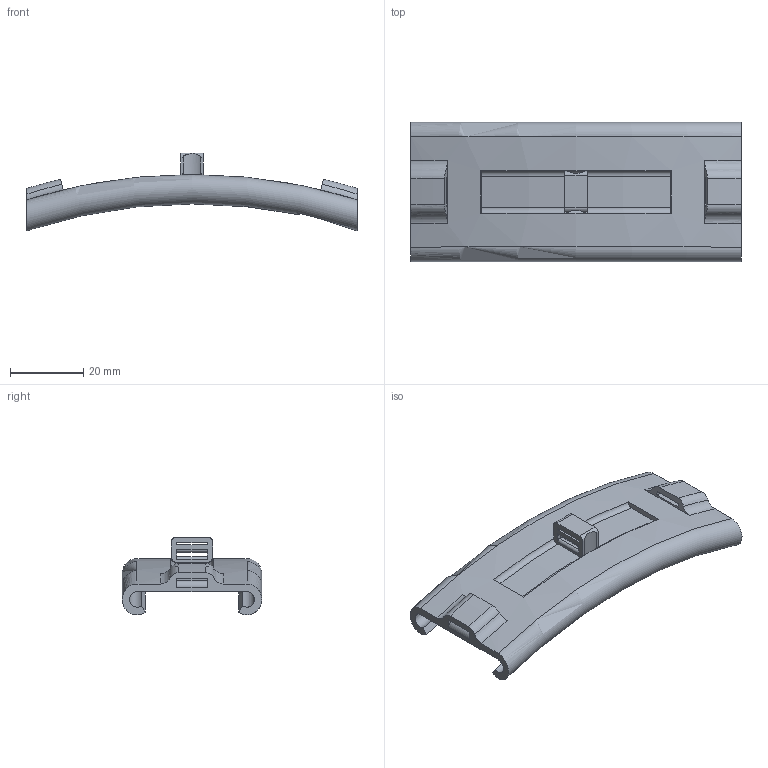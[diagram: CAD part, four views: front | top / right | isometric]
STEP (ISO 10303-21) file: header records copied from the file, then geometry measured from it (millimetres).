
FILE_DESCRIPTION(/* description */ (''),/* implementation_level */ '2;1');
FILE_NAME(/* name */ 'Ziptie Release & Back Brace v4.step',/* time_stamp */ '2024-04-17T09:01:08+10:00',/* author */ (''),/* organization */ (''),/* preprocessor_version */ 'ST-DEVELOPER v20',/* originating_system */ 'Autodesk Translation Framework v12.20.1.177',/* authorisation */ '');
FILE_SCHEMA (('AUTOMOTIVE_DESIGN { 1 0 10303 214 3 1 1 }'));
Length unit declared in the file: millimetre
Products named in the file (1): Ziptie Release & Back Brace
Bounding box: 90 x 38 x 21.2 mm (x, y, z)
Volume: 9814.7 mm3; surface area: 11314.1 mm2
Topology: 2 solids, 2 shells, 63 faces, 174 edges, 116 vertices
Faces by surface type: plane 26, cylinder 21, torus 14, cone 2
Entity records: 2431 total; most frequent: CARTESIAN_POINT 750, ORIENTED_EDGE 348, DIRECTION 342, EDGE_CURVE 174, AXIS2_PLACEMENT_3D 128, VERTEX_POINT 116, LINE 86, VECTOR 86
